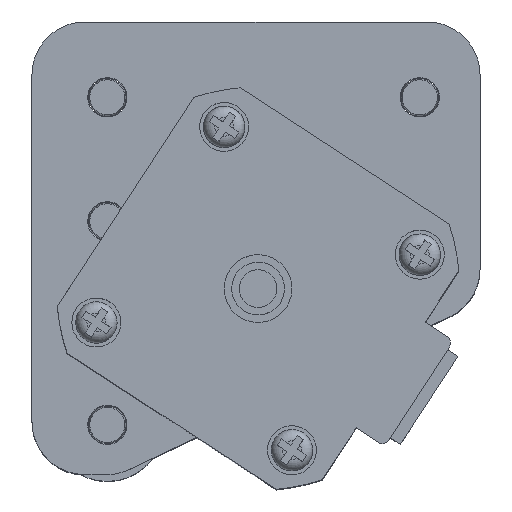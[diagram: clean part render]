
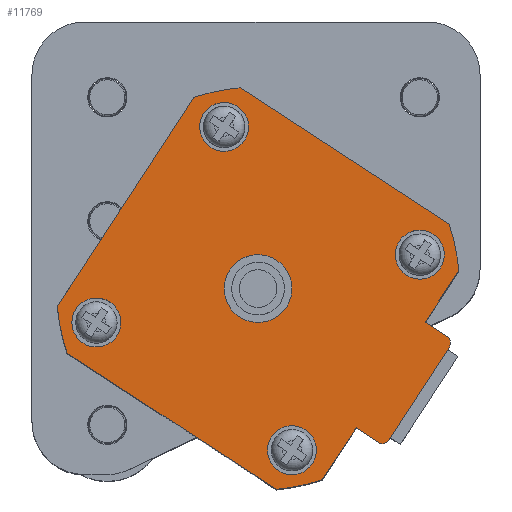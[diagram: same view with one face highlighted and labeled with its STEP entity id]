
A CAD part, top view. The second image highlights one B-rep face of the part: STEP entity #11769.
In plain terms, the highlighted face is planar.
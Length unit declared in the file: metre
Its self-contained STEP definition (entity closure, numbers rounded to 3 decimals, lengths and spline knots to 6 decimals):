
#608=LINE('',#19046,#1537);
#623=LINE('',#19082,#1552);
#634=LINE('',#19108,#1563);
#655=LINE('',#19200,#1584);
#658=LINE('',#19206,#1587);
#660=LINE('',#19212,#1589);
#851=LINE('',#19965,#1780);
#852=LINE('',#19966,#1781);
#1537=VECTOR('',#15179,1.);
#1552=VECTOR('',#15206,1.);
#1563=VECTOR('',#15225,1.);
#1584=VECTOR('',#15336,1.);
#1587=VECTOR('',#15341,1.);
#1589=VECTOR('',#15349,1.);
#1780=VECTOR('',#15874,1.);
#1781=VECTOR('',#15875,1.);
#4481=ORIENTED_EDGE('',*,*,#6834,.T.);
#4482=ORIENTED_EDGE('',*,*,#6532,.T.);
#4483=ORIENTED_EDGE('',*,*,#6428,.T.);
#4484=ORIENTED_EDGE('',*,*,#6480,.T.);
#4485=ORIENTED_EDGE('',*,*,#6584,.T.);
#4486=ORIENTED_EDGE('',*,*,#6425,.F.);
#4487=ORIENTED_EDGE('',*,*,#6417,.F.);
#4488=ORIENTED_EDGE('',*,*,#6421,.F.);
#4489=ORIENTED_EDGE('',*,*,#6420,.T.);
#4490=ORIENTED_EDGE('',*,*,#6711,.T.);
#4491=ORIENTED_EDGE('',*,*,#6403,.T.);
#4492=ORIENTED_EDGE('',*,*,#6359,.T.);
#4493=ORIENTED_EDGE('',*,*,#6406,.T.);
#4494=ORIENTED_EDGE('',*,*,#6372,.T.);
#4495=ORIENTED_EDGE('',*,*,#6398,.T.);
#4496=ORIENTED_EDGE('',*,*,#6341,.T.);
#4497=ORIENTED_EDGE('',*,*,#6401,.T.);
#4498=ORIENTED_EDGE('',*,*,#6710,.T.);
#4499=ORIENTED_EDGE('',*,*,#6423,.F.);
#6341=EDGE_CURVE('',#7844,#7843,#608,.T.);
#6359=EDGE_CURVE('',#7859,#7858,#623,.T.);
#6372=EDGE_CURVE('',#7870,#7869,#634,.T.);
#6398=EDGE_CURVE('',#7869,#7844,#8780,.T.);
#6401=EDGE_CURVE('',#7843,#7885,#8782,.T.);
#6403=EDGE_CURVE('',#7887,#7859,#8784,.T.);
#6406=EDGE_CURVE('',#7858,#7870,#8786,.T.);
#6417=EDGE_CURVE('',#7895,#7894,#655,.T.);
#6420=EDGE_CURVE('',#7896,#7897,#658,.T.);
#6421=EDGE_CURVE('',#7896,#7895,#8789,.T.);
#6423=EDGE_CURVE('',#7898,#7899,#660,.T.);
#6425=EDGE_CURVE('',#7894,#7898,#8790,.T.);
#6428=EDGE_CURVE('',#7902,#7902,#8793,.T.);
#6480=EDGE_CURVE('',#7938,#7938,#8801,.T.);
#6532=EDGE_CURVE('',#7974,#7974,#8809,.T.);
#6584=EDGE_CURVE('',#8010,#8010,#8817,.T.);
#6710=EDGE_CURVE('',#7885,#7899,#851,.T.);
#6711=EDGE_CURVE('',#7897,#7887,#852,.T.);
#6834=EDGE_CURVE('',#8174,#8174,#8838,.T.);
#7843=VERTEX_POINT('',#19045);
#7844=VERTEX_POINT('',#19047);
#7858=VERTEX_POINT('',#19081);
#7859=VERTEX_POINT('',#19083);
#7869=VERTEX_POINT('',#19107);
#7870=VERTEX_POINT('',#19109);
#7885=VERTEX_POINT('',#19165);
#7887=VERTEX_POINT('',#19171);
#7894=VERTEX_POINT('',#19197);
#7895=VERTEX_POINT('',#19199);
#7896=VERTEX_POINT('',#19203);
#7897=VERTEX_POINT('',#19205);
#7898=VERTEX_POINT('',#19211);
#7899=VERTEX_POINT('',#19213);
#7902=VERTEX_POINT('',#19224);
#7938=VERTEX_POINT('',#19369);
#7974=VERTEX_POINT('',#19514);
#8010=VERTEX_POINT('',#19659);
#8174=VERTEX_POINT('',#20222);
#8780=CIRCLE('',#13293,0.02675);
#8782=CIRCLE('',#13296,0.02675);
#8784=CIRCLE('',#13299,0.02675);
#8786=CIRCLE('',#13302,0.02675);
#8789=CIRCLE('',#13313,0.001);
#8790=CIRCLE('',#13316,0.001);
#8793=CIRCLE('',#13321,0.00325);
#8801=CIRCLE('',#13350,0.00325);
#8809=CIRCLE('',#13379,0.00325);
#8817=CIRCLE('',#13408,0.00325);
#8838=CIRCLE('',#13542,0.0045);
#9761=EDGE_LOOP('',(#4481));
#9762=EDGE_LOOP('',(#4482));
#9763=EDGE_LOOP('',(#4483));
#9764=EDGE_LOOP('',(#4484));
#9765=EDGE_LOOP('',(#4485));
#9766=EDGE_LOOP('',(#4486,#4487,#4488,#4489,#4490,#4491,#4492,#4493,#4494,
#4495,#4496,#4497,#4498,#4499));
#10644=FACE_BOUND('',#9761,.T.);
#10645=FACE_BOUND('',#9762,.T.);
#10646=FACE_BOUND('',#9763,.T.);
#10647=FACE_BOUND('',#9764,.T.);
#10648=FACE_BOUND('',#9765,.T.);
#10649=FACE_BOUND('',#9766,.T.);
#11315=PLANE('',#13541);
#11769=ADVANCED_FACE('',(#10644,#10645,#10646,#10647,#10648,#10649),#11315,
 .T.);
#13293=AXIS2_PLACEMENT_3D('',#19160,#15290,#15291);
#13296=AXIS2_PLACEMENT_3D('',#19166,#15297,#15298);
#13299=AXIS2_PLACEMENT_3D('',#19170,#15303,#15304);
#13302=AXIS2_PLACEMENT_3D('',#19175,#15310,#15311);
#13313=AXIS2_PLACEMENT_3D('',#19208,#15344,#15345);
#13316=AXIS2_PLACEMENT_3D('',#19216,#15353,#15354);
#13321=AXIS2_PLACEMENT_3D('',#19223,#15363,#15364);
#13350=AXIS2_PLACEMENT_3D('',#19368,#15453,#15454);
#13379=AXIS2_PLACEMENT_3D('',#19513,#15543,#15544);
#13408=AXIS2_PLACEMENT_3D('',#19658,#15633,#15634);
#13541=AXIS2_PLACEMENT_3D('',#20220,#16116,#16117);
#13542=AXIS2_PLACEMENT_3D('',#20221,#16118,#16119);
#15179=DIRECTION('',(0.,-1.,0.));
#15206=DIRECTION('',(0.,1.,0.));
#15225=DIRECTION('',(1.,0.,0.));
#15290=DIRECTION('',(0.,0.,-1.));
#15291=DIRECTION('',(1.,0.,0.));
#15297=DIRECTION('',(0.,0.,-1.));
#15298=DIRECTION('',(1.,0.,0.));
#15303=DIRECTION('',(0.,0.,-1.));
#15304=DIRECTION('',(1.,0.,0.));
#15310=DIRECTION('',(0.,0.,-1.));
#15311=DIRECTION('',(1.,0.,0.));
#15336=DIRECTION('',(1.,0.,0.));
#15341=DIRECTION('',(0.,1.,0.));
#15344=DIRECTION('',(0.,0.,1.));
#15345=DIRECTION('',(-0.707,-0.707,0.));
#15349=DIRECTION('',(0.,1.,0.));
#15353=DIRECTION('',(0.,0.,1.));
#15354=DIRECTION('',(0.707,-0.707,0.));
#15363=DIRECTION('',(0.,0.,1.));
#15364=DIRECTION('',(1.,0.,0.));
#15453=DIRECTION('',(0.,0.,1.));
#15454=DIRECTION('',(0.,1.,0.));
#15543=DIRECTION('',(0.,0.,1.));
#15544=DIRECTION('',(-1.,0.,0.));
#15633=DIRECTION('',(0.,0.,1.));
#15634=DIRECTION('',(0.,-1.,0.));
#15874=DIRECTION('',(-1.,0.,0.));
#15875=DIRECTION('',(-1.,0.,0.));
#16116=DIRECTION('',(0.,0.,-1.));
#16117=DIRECTION('',(-1.,0.,0.));
#16118=DIRECTION('',(0.,0.,1.));
#16119=DIRECTION('',(-1.,0.,0.));
#19045=CARTESIAN_POINT('',(0.021,-0.01657,-0.048));
#19046=CARTESIAN_POINT('',(0.021,0.008285,-0.048));
#19047=CARTESIAN_POINT('',(0.021,0.01657,-0.048));
#19081=CARTESIAN_POINT('',(-0.021,0.01657,-0.048));
#19082=CARTESIAN_POINT('',(-0.021,-0.008285,-0.048));
#19083=CARTESIAN_POINT('',(-0.021,-0.01657,-0.048));
#19107=CARTESIAN_POINT('',(0.01657,0.021,-0.048));
#19108=CARTESIAN_POINT('',(-0.008285,0.021,-0.048));
#19109=CARTESIAN_POINT('',(-0.01657,0.021,-0.048));
#19160=CARTESIAN_POINT('',(0.,0.,-0.048));
#19165=CARTESIAN_POINT('',(0.01657,-0.021,-0.048));
#19166=CARTESIAN_POINT('',(0.,0.,-0.048));
#19170=CARTESIAN_POINT('',(0.,0.,-0.048));
#19171=CARTESIAN_POINT('',(-0.01657,-0.021,-0.048));
#19175=CARTESIAN_POINT('',(0.,0.,-0.048));
#19197=CARTESIAN_POINT('',(0.007375,-0.0255,-0.048));
#19199=CARTESIAN_POINT('',(-0.007375,-0.0255,-0.048));
#19200=CARTESIAN_POINT('',(-0.008375,-0.0255,-0.048));
#19203=CARTESIAN_POINT('',(-0.008375,-0.0245,-0.048));
#19205=CARTESIAN_POINT('',(-0.008375,-0.021,-0.048));
#19206=CARTESIAN_POINT('',(-0.008375,-0.0255,-0.048));
#19208=CARTESIAN_POINT('',(-0.007375,-0.0245,-0.048));
#19211=CARTESIAN_POINT('',(0.008375,-0.0245,-0.048));
#19212=CARTESIAN_POINT('',(0.008375,-0.0255,-0.048));
#19213=CARTESIAN_POINT('',(0.008375,-0.021,-0.048));
#19216=CARTESIAN_POINT('',(0.007375,-0.0245,-0.048));
#19223=CARTESIAN_POINT('',(0.0155,0.0155,-0.048));
#19224=CARTESIAN_POINT('',(0.01875,0.0155,-0.048));
#19368=CARTESIAN_POINT('',(-0.0155,0.0155,-0.048));
#19369=CARTESIAN_POINT('',(-0.0155,0.01875,-0.048));
#19513=CARTESIAN_POINT('',(-0.0155,-0.0155,-0.048));
#19514=CARTESIAN_POINT('',(-0.01875,-0.0155,-0.048));
#19658=CARTESIAN_POINT('',(0.0155,-0.0155,-0.048));
#19659=CARTESIAN_POINT('',(0.0155,-0.01875,-0.048));
#19965=CARTESIAN_POINT('',(0.008285,-0.021,-0.048));
#19966=CARTESIAN_POINT('',(0.008285,-0.021,-0.048));
#20220=CARTESIAN_POINT('',(0.,0.,-0.048));
#20221=CARTESIAN_POINT('',(0.,0.,-0.048));
#20222=CARTESIAN_POINT('',(-0.0045,0.,-0.048));
